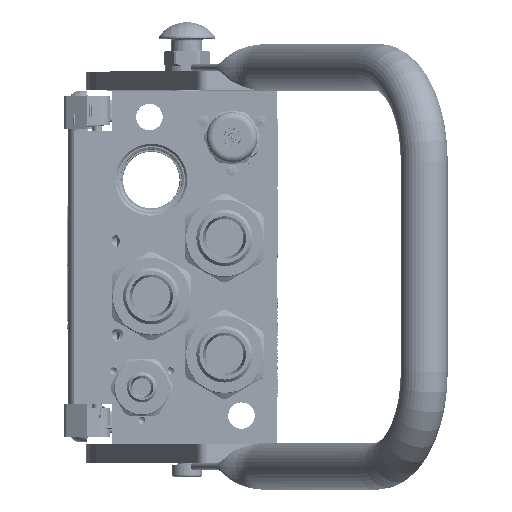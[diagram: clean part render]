
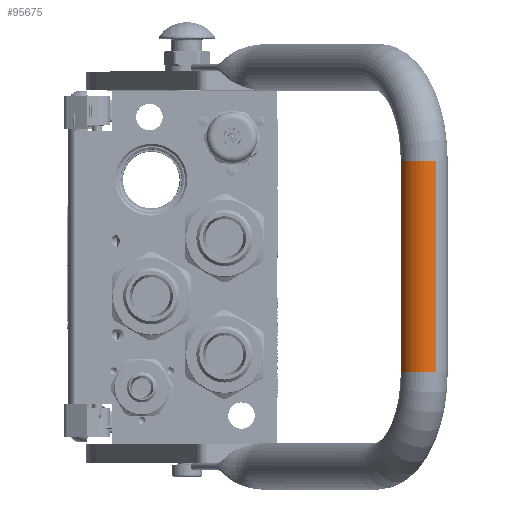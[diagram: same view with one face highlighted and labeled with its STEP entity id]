
A CAD part, top view. The second image highlights one B-rep face of the part: STEP entity #95675.
In plain terms, the highlighted cylindrical face has radius 12.5 mm (diameter 25 mm), a partial arc.
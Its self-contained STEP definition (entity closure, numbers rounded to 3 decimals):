
#3095 = DIRECTION ( 'NONE',  ( 0., 0., 1. ) ) ;
#7283 = CARTESIAN_POINT ( 'NONE',  ( 56.25, 0., 155. ) ) ;
#14564 = EDGE_CURVE ( 'NONE', #98510, #76831, #108795, .T. ) ;
#17119 = CARTESIAN_POINT ( 'NONE',  ( -56.25, 0., 155. ) ) ;
#22235 = AXIS2_PLACEMENT_3D ( 'NONE', #81625, #143819, #3095 ) ;
#25615 = VERTEX_POINT ( 'NONE', #153238 ) ;
#34189 = EDGE_CURVE ( 'NONE', #25615, #76831, #50667, .T. ) ;
#36548 = FACE_OUTER_BOUND ( 'NONE', #165023, .T. ) ;
#37408 = DIRECTION ( 'NONE',  ( -1., 0., 0. ) ) ;
#50667 = LINE ( 'NONE', #17119, #58098 ) ;
#52738 = CARTESIAN_POINT ( 'NONE',  ( -56.25, 0., 180. ) ) ;
#56149 = CYLINDRICAL_SURFACE ( 'NONE', #124072, 12.5 ) ;
#58098 = VECTOR ( 'NONE', #79292, 1000. ) ;
#71464 = DIRECTION ( 'NONE',  ( 0., 0., -1. ) ) ;
#74350 = AXIS2_PLACEMENT_3D ( 'NONE', #128305, #79059, #80400 ) ;
#76831 = VERTEX_POINT ( 'NONE', #7283 ) ;
#79059 = DIRECTION ( 'NONE',  ( 1., 0., 0. ) ) ;
#79292 = DIRECTION ( 'NONE',  ( 1., 0., 0. ) ) ;
#80400 = DIRECTION ( 'NONE',  ( 0., 0., 1. ) ) ;
#81625 = CARTESIAN_POINT ( 'NONE',  ( 56.25, 0., 167.5 ) ) ;
#84545 = ORIENTED_EDGE ( 'NONE', *, *, #128379, .F. ) ;
#95067 = ORIENTED_EDGE ( 'NONE', *, *, #34189, .T. ) ;
#95458 = EDGE_CURVE ( 'NONE', #167423, #25615, #170999, .T. ) ;
#95675 = ADVANCED_FACE ( 'NONE', ( #36548 ), #56149, .T. ) ;
#98510 = VERTEX_POINT ( 'NONE', #157097 ) ;
#108795 = CIRCLE ( 'NONE', #22235, 12.5 ) ;
#124072 = AXIS2_PLACEMENT_3D ( 'NONE', #176065, #37408, #71464 ) ;
#128305 = CARTESIAN_POINT ( 'NONE',  ( -56.25, 0., 167.5 ) ) ;
#128379 = EDGE_CURVE ( 'NONE', #167423, #98510, #150348, .T. ) ;
#141152 = CARTESIAN_POINT ( 'NONE',  ( -56.25, 0., 180. ) ) ;
#143819 = DIRECTION ( 'NONE',  ( 1., 0., 0. ) ) ;
#145395 = VECTOR ( 'NONE', #180440, 1000. ) ;
#150348 = LINE ( 'NONE', #52738, #145395 ) ;
#153238 = CARTESIAN_POINT ( 'NONE',  ( -56.25, 0., 155. ) ) ;
#157097 = CARTESIAN_POINT ( 'NONE',  ( 56.25, 0., 180. ) ) ;
#165023 = EDGE_LOOP ( 'NONE', ( #95067, #191369, #84545, #192554 ) ) ;
#167423 = VERTEX_POINT ( 'NONE', #141152 ) ;
#170999 = CIRCLE ( 'NONE', #74350, 12.5 ) ;
#176065 = CARTESIAN_POINT ( 'NONE',  ( -56.25, 0., 167.5 ) ) ;
#180440 = DIRECTION ( 'NONE',  ( 1., 0., 0. ) ) ;
#191369 = ORIENTED_EDGE ( 'NONE', *, *, #14564, .F. ) ;
#192554 = ORIENTED_EDGE ( 'NONE', *, *, #95458, .T. ) ;
